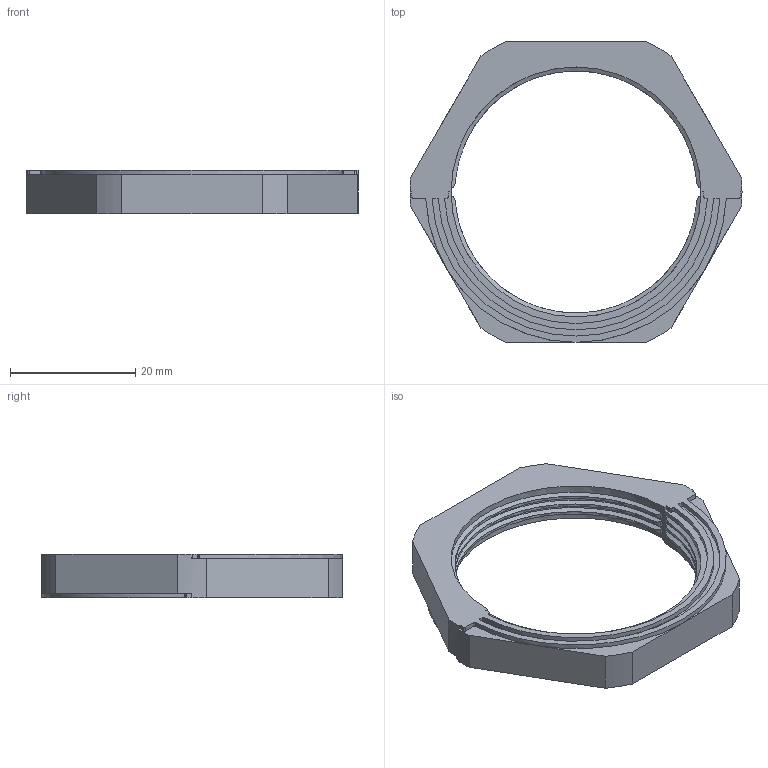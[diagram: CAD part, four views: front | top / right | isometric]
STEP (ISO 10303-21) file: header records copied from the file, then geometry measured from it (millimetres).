
FILE_DESCRIPTION(/* description */ (''),/* implementation_level */ '2;1');
FILE_NAME(/* name */ '28619.4_KDS-GM_M40.stp',/* time_stamp */ '2020-02-26T11:56:12+01:00',/* author */ (''),/* organization */ (''),/* preprocessor_version */ 'ST-DEVELOPER v16.7',/* originating_system */ 'SIEMENS PLM Software NX 12.0',/* authorisation */ '');
FILE_SCHEMA (('AUTOMOTIVE_DESIGN { 1 0 10303 214 3 1 1 1 }'));
Length unit declared in the file: millimetre
Products named in the file (1): 28619.4_KDS-GM_M40
Bounding box: 53 x 48 x 7 mm (x, y, z)
Volume: 4955.1 mm3; surface area: 3932.1 mm2
Topology: 1 solids, 1 shells, 132 faces, 358 edges, 236 vertices
Faces by surface type: cylinder 62, plane 52, bspline 18
Full cylindrical faces by diameter (mm): 39.9 x1
Entity records: 6123 total; most frequent: CARTESIAN_POINT 2876, ORIENTED_EDGE 714, DIRECTION 627, EDGE_CURVE 357, VERTEX_POINT 236, AXIS2_PLACEMENT_3D 227, LINE 173, VECTOR 173
